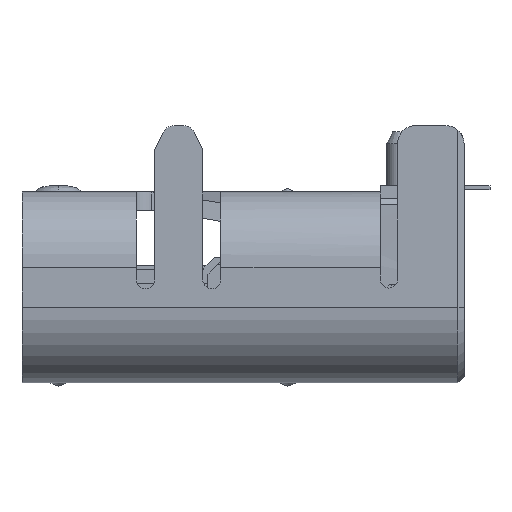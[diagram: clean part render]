
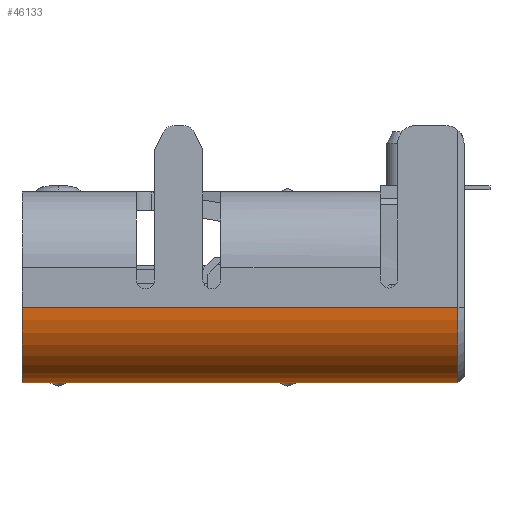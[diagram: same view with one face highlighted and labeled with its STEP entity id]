
A CAD part, left-side view. The second image highlights one B-rep face of the part: STEP entity #46133.
In plain terms, the highlighted cylindrical face has radius 1.25 mm (diameter 2.5 mm), a partial arc.
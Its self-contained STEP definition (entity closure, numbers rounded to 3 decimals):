
#40902=CARTESIAN_POINT('',(-18.475,43.035,1.49));
#40903=VERTEX_POINT('',#40902);
#43127=CARTESIAN_POINT('',(-17.225,43.035,0.24));
#43128=VERTEX_POINT('',#43127);
#43145=CARTESIAN_POINT('',(-17.225,43.035,1.49));
#43146=DIRECTION('',(0.0,1.0,0.0));
#43147=DIRECTION('',(0.0,-0.0,1.0));
#43148=AXIS2_PLACEMENT_3D('',#43145,#43146,#43147);
#43149=CIRCLE('',#43148,1.25);
#43150=EDGE_CURVE('',#43128,#40903,#43149,.T.);
#43187=CARTESIAN_POINT('',(-18.475,50.255,1.49));
#43188=VERTEX_POINT('',#43187);
#43195=CARTESIAN_POINT('',(-18.475,43.035,1.49));
#43196=DIRECTION('',(0.0,1.0,0.0));
#43197=VECTOR('',#43196,7.22);
#43198=LINE('',#43195,#43197);
#43199=EDGE_CURVE('',#40903,#43188,#43198,.T.);
#46083=CARTESIAN_POINT('',(-17.225,50.255,0.24));
#46084=VERTEX_POINT('',#46083);
#46091=CARTESIAN_POINT('',(-17.225,50.255,1.49));
#46092=DIRECTION('',(-0.0,-1.0,-0.0));
#46093=DIRECTION('',(0.0,-0.0,1.0));
#46094=AXIS2_PLACEMENT_3D('',#46091,#46092,#46093);
#46095=CIRCLE('',#46094,1.25);
#46096=EDGE_CURVE('',#43188,#46084,#46095,.T.);
#46117=CARTESIAN_POINT('',(-17.225,42.891,1.49));
#46118=DIRECTION('',(0.0,1.0,0.0));
#46119=DIRECTION('',(0.0,-0.0,1.0));
#46120=AXIS2_PLACEMENT_3D('',#46117,#46118,#46119);
#46121=CYLINDRICAL_SURFACE('',#46120,1.25);
#46122=ORIENTED_EDGE('',*,*,#43199,.T.);
#46123=ORIENTED_EDGE('',*,*,#46096,.T.);
#46124=CARTESIAN_POINT('',(-17.225,50.255,0.24));
#46125=DIRECTION('',(-0.0,-1.0,-0.0));
#46126=VECTOR('',#46125,7.22);
#46127=LINE('',#46124,#46126);
#46128=EDGE_CURVE('',#46084,#43128,#46127,.T.);
#46129=ORIENTED_EDGE('',*,*,#46128,.T.);
#46130=ORIENTED_EDGE('',*,*,#43150,.T.);
#46131=EDGE_LOOP('',(#46122,#46123,#46129,#46130));
#46132=FACE_BOUND('',#46131,.T.);
#46133=ADVANCED_FACE('',(#46132),#46121,.T.);
